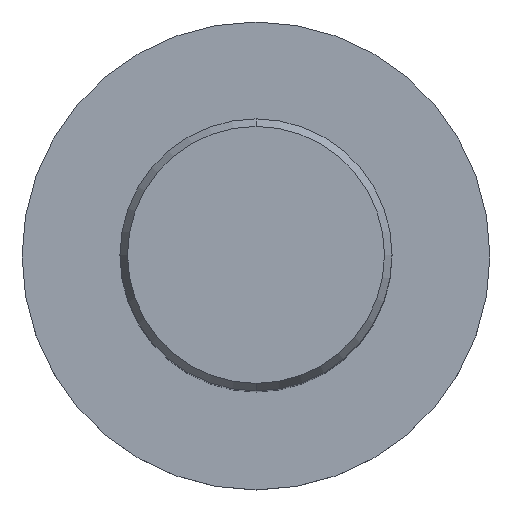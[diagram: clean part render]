
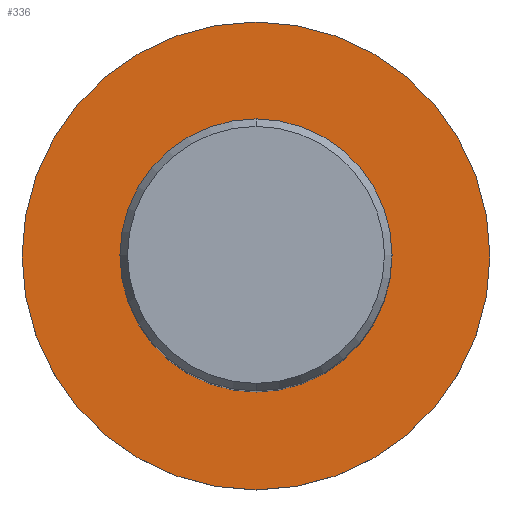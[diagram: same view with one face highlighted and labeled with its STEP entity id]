
A CAD part, top view. The second image highlights one B-rep face of the part: STEP entity #336.
In plain terms, the highlighted planar face has unit normal (0, 0, 1).
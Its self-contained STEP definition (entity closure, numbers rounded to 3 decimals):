
#222=VERTEX_POINT('',#559);
#232=VERTEX_POINT('',#572);
#292=VERTEX_POINT('',#637);
#336=ADVANCED_FACE('',(#686,#687),#688,.T.);
#382=EDGE_CURVE('',#232,#420,#738,.T.);
#420=VERTEX_POINT('',#776);
#450=EDGE_CURVE('',#222,#292,#810,.T.);
#460=EDGE_CURVE('',#292,#222,#820,.T.);
#488=EDGE_CURVE('',#420,#232,#851,.T.);
#559=CARTESIAN_POINT('',(0.0,12.5,-56.0));
#572=CARTESIAN_POINT('',(0.0,21.5,-56.0));
#637=CARTESIAN_POINT('',(0.,-12.5,-56.0));
#686=FACE_BOUND('',#1182,.T.);
#687=FACE_OUTER_BOUND('',#1183,.T.);
#688=PLANE('',#1184);
#738=CIRCLE('',#1266,21.5);
#776=CARTESIAN_POINT('',(0.,-21.5,-56.0));
#810=CIRCLE('',#1382,12.5);
#820=CIRCLE('',#1409,12.5);
#851=CIRCLE('',#1471,21.5);
#1182=EDGE_LOOP('',(#1783,#1784));
#1183=EDGE_LOOP('',(#1785,#1786));
#1184=AXIS2_PLACEMENT_3D('',#1787,#1788,#1789);
#1266=AXIS2_PLACEMENT_3D('',#1844,#1845,#1846);
#1382=AXIS2_PLACEMENT_3D('',#1912,#1913,#1914);
#1409=AXIS2_PLACEMENT_3D('',#1921,#1922,#1923);
#1471=AXIS2_PLACEMENT_3D('',#1961,#1962,#1963);
#1783=ORIENTED_EDGE('',*,*,#450,.T.);
#1784=ORIENTED_EDGE('',*,*,#460,.T.);
#1785=ORIENTED_EDGE('',*,*,#382,.F.);
#1786=ORIENTED_EDGE('',*,*,#488,.F.);
#1787=CARTESIAN_POINT('',(0.0,10.75,-56.0));
#1788=DIRECTION('',(-0.0,0.0,1.0));
#1789=DIRECTION('',(0.0,-1.0,0.0));
#1844=CARTESIAN_POINT('',(0.0,0.0,-56.0));
#1845=DIRECTION('',(0.0,0.0,-1.0));
#1846=DIRECTION('',(0.0,1.0,0.0));
#1912=CARTESIAN_POINT('',(0.0,0.0,-56.0));
#1913=DIRECTION('',(-0.0,0.0,-1.0));
#1914=DIRECTION('',(0.0,1.0,0.0));
#1921=CARTESIAN_POINT('',(0.0,0.0,-56.0));
#1922=DIRECTION('',(-0.0,0.0,-1.0));
#1923=DIRECTION('',(0.0,1.0,0.0));
#1961=CARTESIAN_POINT('',(0.0,0.0,-56.0));
#1962=DIRECTION('',(0.0,0.0,-1.0));
#1963=DIRECTION('',(0.0,1.0,0.0));
